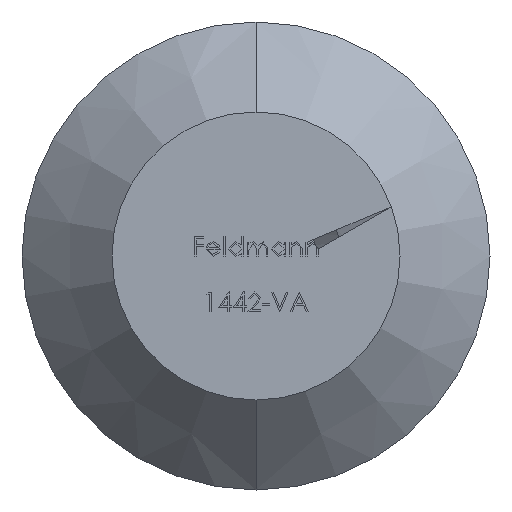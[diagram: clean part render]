
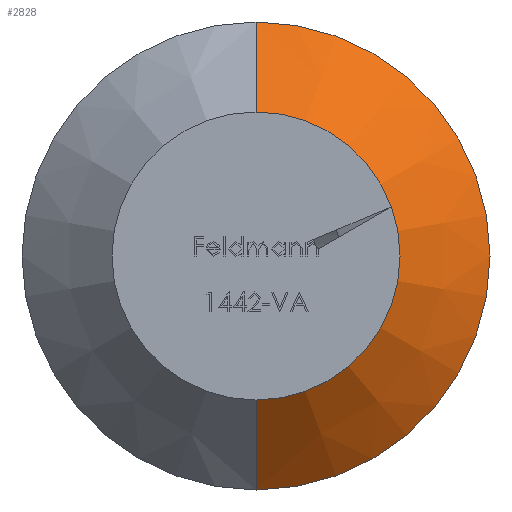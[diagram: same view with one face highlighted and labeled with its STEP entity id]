
A CAD part, front view. The second image highlights one B-rep face of the part: STEP entity #2828.
In plain terms, the highlighted conical face has half-angle 46.169 degrees and reference radius 3.5 mm.
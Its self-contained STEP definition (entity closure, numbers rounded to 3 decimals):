
#22 = DIRECTION ( 'NONE',  ( 0., -1., 0. ) ) ;
#145 = LINE ( 'NONE', #6051, #2315 ) ;
#203 = DIRECTION ( 'NONE',  ( 0., 0., 1. ) ) ;
#220 = ORIENTED_EDGE ( 'NONE', *, *, #8546, .T. ) ;
#1500 = LINE ( 'NONE', #5100, #8339 ) ;
#1580 = CARTESIAN_POINT ( 'NONE',  ( 0., 991., -9.75 ) ) ;
#1604 = AXIS2_PLACEMENT_3D ( 'NONE', #4346, #22, #5062 ) ;
#1796 = EDGE_LOOP ( 'NONE', ( #220, #8212, #7164, #5830 ) ) ;
#2081 = CARTESIAN_POINT ( 'NONE',  ( 0., 985.628, -4.154 ) ) ;
#2315 = VECTOR ( 'NONE', #5299, 1000. ) ;
#2351 = VERTEX_POINT ( 'NONE', #4455 ) ;
#2729 = FACE_OUTER_BOUND ( 'NONE', #1796, .T. ) ;
#2780 = AXIS2_PLACEMENT_3D ( 'NONE', #6281, #3485, #4194 ) ;
#2828 = ADVANCED_FACE ( 'NONE', ( #2729 ), #4426, .T. ) ;
#2857 = AXIS2_PLACEMENT_3D ( 'NONE', #8465, #4520, #203 ) ;
#3477 = VERTEX_POINT ( 'NONE', #1580 ) ;
#3485 = DIRECTION ( 'NONE',  ( 0., 1., 0. ) ) ;
#3809 = EDGE_CURVE ( 'NONE', #7945, #3477, #145, .T. ) ;
#4194 = DIRECTION ( 'NONE',  ( 0., 0., 1. ) ) ;
#4346 = CARTESIAN_POINT ( 'NONE',  ( 0., 991., 0. ) ) ;
#4426 = CONICAL_SURFACE ( 'NONE', #2780, 3.5, 0.806 ) ;
#4455 = CARTESIAN_POINT ( 'NONE',  ( 0., 985.628, 4.154 ) ) ;
#4520 = DIRECTION ( 'NONE',  ( 0., 1., 0. ) ) ;
#4873 = EDGE_CURVE ( 'NONE', #3477, #5714, #7654, .T. ) ;
#5062 = DIRECTION ( 'NONE',  ( 0., 0., -1. ) ) ;
#5100 = CARTESIAN_POINT ( 'NONE',  ( 0., 985., 3.5 ) ) ;
#5299 = DIRECTION ( 'NONE',  ( 0., 0.693, -0.721 ) ) ;
#5516 = CIRCLE ( 'NONE', #2857, 4.154 ) ;
#5714 = VERTEX_POINT ( 'NONE', #8771 ) ;
#5796 = DIRECTION ( 'NONE',  ( 0., 0.693, 0.721 ) ) ;
#5830 = ORIENTED_EDGE ( 'NONE', *, *, #7460, .F. ) ;
#6051 = CARTESIAN_POINT ( 'NONE',  ( 0., 985., -3.5 ) ) ;
#6281 = CARTESIAN_POINT ( 'NONE',  ( 0., 985., 0. ) ) ;
#7164 = ORIENTED_EDGE ( 'NONE', *, *, #4873, .T. ) ;
#7460 = EDGE_CURVE ( 'NONE', #2351, #5714, #1500, .T. ) ;
#7654 = CIRCLE ( 'NONE', #1604, 9.75 ) ;
#7945 = VERTEX_POINT ( 'NONE', #2081 ) ;
#8212 = ORIENTED_EDGE ( 'NONE', *, *, #3809, .T. ) ;
#8339 = VECTOR ( 'NONE', #5796, 1000. ) ;
#8465 = CARTESIAN_POINT ( 'NONE',  ( 0., 985.628, 0. ) ) ;
#8546 = EDGE_CURVE ( 'NONE', #2351, #7945, #5516, .T. ) ;
#8771 = CARTESIAN_POINT ( 'NONE',  ( 0., 991., 9.75 ) ) ;
